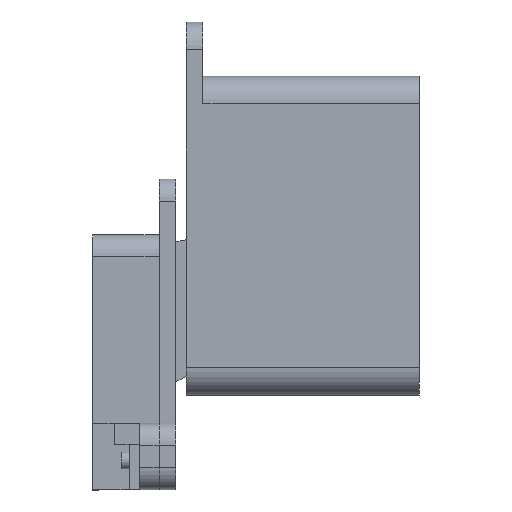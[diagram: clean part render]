
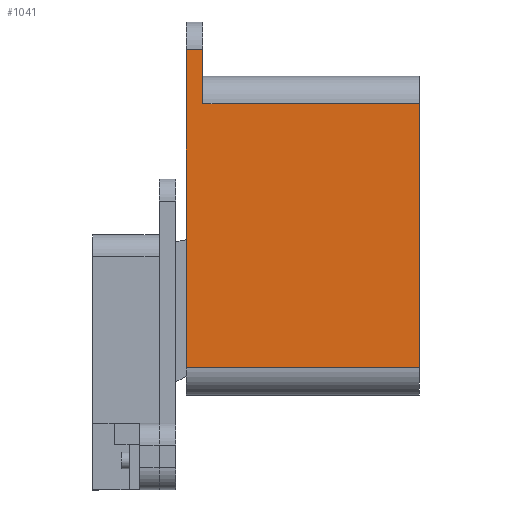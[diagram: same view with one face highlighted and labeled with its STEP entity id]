
A CAD part, top view. The second image highlights one B-rep face of the part: STEP entity #1041.
In plain terms, the highlighted planar face has unit normal (0, 0, 1).
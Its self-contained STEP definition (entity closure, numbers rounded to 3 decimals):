
#33 = EDGE_LOOP ( 'NONE', ( #586, #1694, #1134, #184, #1426, #708 ) ) ;
#130 = EDGE_CURVE ( 'NONE', #305, #962, #577, .T. ) ;
#138 = CARTESIAN_POINT ( 'NONE',  ( 0., -57.27, 5. ) ) ;
#168 = LINE ( 'NONE', #579, #1097 ) ;
#184 = ORIENTED_EDGE ( 'NONE', *, *, #130, .T. ) ;
#195 = FACE_OUTER_BOUND ( 'NONE', #33, .T. ) ;
#230 = CARTESIAN_POINT ( 'NONE',  ( 0., 0., 5. ) ) ;
#305 = VERTEX_POINT ( 'NONE', #138 ) ;
#315 = DIRECTION ( 'NONE',  ( 0., -1., 0. ) ) ;
#437 = VECTOR ( 'NONE', #647, 1000. ) ;
#469 = VERTEX_POINT ( 'NONE', #1427 ) ;
#572 = CARTESIAN_POINT ( 'NONE',  ( 42., -57.27, 5. ) ) ;
#577 = LINE ( 'NONE', #792, #1299 ) ;
#579 = CARTESIAN_POINT ( 'NONE',  ( 3., -4.77, 5. ) ) ;
#586 = ORIENTED_EDGE ( 'NONE', *, *, #1666, .F. ) ;
#606 = DIRECTION ( 'NONE',  ( -1., 0., 0. ) ) ;
#647 = DIRECTION ( 'NONE',  ( 0., -1., 0. ) ) ;
#667 = VERTEX_POINT ( 'NONE', #1548 ) ;
#708 = ORIENTED_EDGE ( 'NONE', *, *, #1370, .T. ) ;
#724 = CARTESIAN_POINT ( 'NONE',  ( 3., -9.77, 5. ) ) ;
#727 = PLANE ( 'NONE',  #921 ) ;
#792 = CARTESIAN_POINT ( 'NONE',  ( 42., -57.27, 5. ) ) ;
#863 = DIRECTION ( 'NONE',  ( -1., 0., 0. ) ) ;
#870 = CARTESIAN_POINT ( 'NONE',  ( 0., 0., 5. ) ) ;
#878 = EDGE_CURVE ( 'Kante1', #469, #962, #1203, .T. ) ;
#919 = VECTOR ( 'NONE', #1742, 1000. ) ;
#921 = AXIS2_PLACEMENT_3D ( 'NONE', #870, #1421, #606 ) ;
#962 = VERTEX_POINT ( 'NONE', #572 ) ;
#1041 = ADVANCED_FACE ( 'NONE', ( #195 ), #727, .T. ) ;
#1049 = CARTESIAN_POINT ( 'NONE',  ( 42., -4.77, 5. ) ) ;
#1075 = VERTEX_POINT ( 'NONE', #1724 ) ;
#1097 = VECTOR ( 'NONE', #315, 1000. ) ;
#1134 = ORIENTED_EDGE ( 'NONE', *, *, #1763, .F. ) ;
#1137 = DIRECTION ( 'NONE',  ( 0., 1., 0. ) ) ;
#1143 = EDGE_CURVE ( 'NONE', #1075, #1441, #1650, .T. ) ;
#1177 = VECTOR ( 'NONE', #863, 1000. ) ;
#1203 = LINE ( 'NONE', #1049, #437 ) ;
#1230 = LINE ( 'NONE', #724, #1177 ) ;
#1293 = VECTOR ( 'NONE', #1137, 1000. ) ;
#1299 = VECTOR ( 'NONE', #1486, 1000. ) ;
#1370 = EDGE_CURVE ( 'NONE', #469, #667, #1230, .T. ) ;
#1421 = DIRECTION ( 'NONE',  ( 0., 0., 1. ) ) ;
#1426 = ORIENTED_EDGE ( 'NONE', *, *, #878, .F. ) ;
#1427 = CARTESIAN_POINT ( 'NONE',  ( 42., -9.77, 5. ) ) ;
#1441 = VERTEX_POINT ( 'NONE', #230 ) ;
#1486 = DIRECTION ( 'NONE',  ( 1., 0., 0. ) ) ;
#1543 = CARTESIAN_POINT ( 'NONE',  ( 0., 5., 5. ) ) ;
#1548 = CARTESIAN_POINT ( 'NONE',  ( 3., -9.77, 5. ) ) ;
#1607 = CARTESIAN_POINT ( 'NONE',  ( 0., 0., 5. ) ) ;
#1650 = LINE ( 'NONE', #1607, #919 ) ;
#1656 = LINE ( 'NONE', #1543, #1293 ) ;
#1666 = EDGE_CURVE ( 'NONE', #1075, #667, #168, .T. ) ;
#1694 = ORIENTED_EDGE ( 'NONE', *, *, #1143, .T. ) ;
#1724 = CARTESIAN_POINT ( 'NONE',  ( 3., 0., 5. ) ) ;
#1742 = DIRECTION ( 'NONE',  ( -1., 0., 0. ) ) ;
#1763 = EDGE_CURVE ( 'Kante2', #305, #1441, #1656, .T. ) ;
